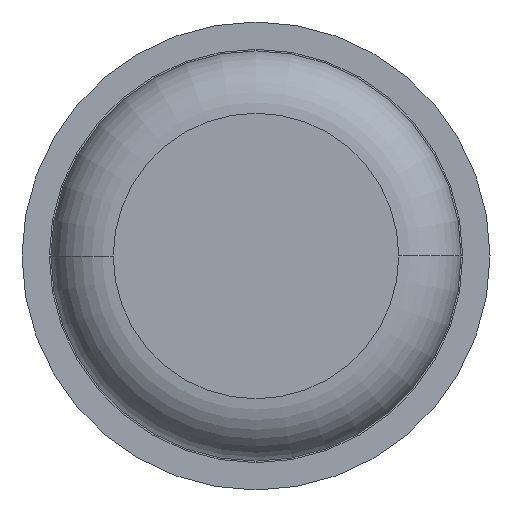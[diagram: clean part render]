
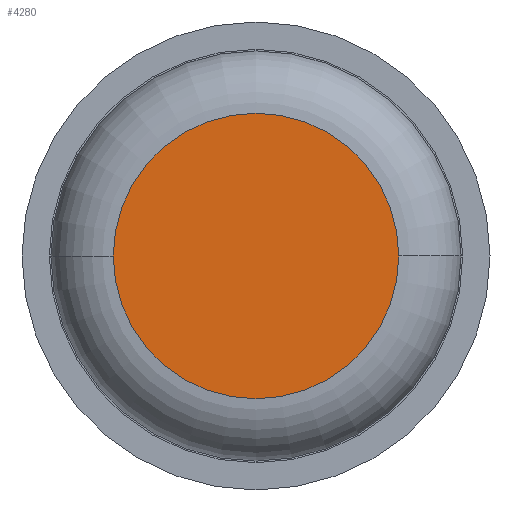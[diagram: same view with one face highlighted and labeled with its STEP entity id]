
A CAD part, front view. The second image highlights one B-rep face of the part: STEP entity #4280.
In plain terms, the highlighted planar face has unit normal (0, -1, 0).
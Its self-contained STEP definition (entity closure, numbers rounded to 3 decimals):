
#52 = FACE_OUTER_BOUND ( 'NONE', #396, .T. ) ;
#79 = DIRECTION ( 'NONE',  ( 0., -1., 0. ) ) ;
#369 = EDGE_CURVE ( 'Defeature ausgef�hrt1_6+Defeature ausgef�hrt1_7+Defeature ausgef�hrt1_7+Defeature ausgef�hrt1_7', #2959, #4012, #2454, .T. ) ;
#396 = EDGE_LOOP ( 'NONE', ( #1895, #1267 ) ) ;
#564 = CARTESIAN_POINT ( 'NONE',  ( 0., 0., 0. ) ) ;
#721 = DIRECTION ( 'NONE',  ( -1., 0., 0. ) ) ;
#861 = AXIS2_PLACEMENT_3D ( 'NONE', #4492, #2434, #721 ) ;
#1136 = DIRECTION ( 'NONE',  ( -1., 0., 0. ) ) ;
#1227 = AXIS2_PLACEMENT_3D ( 'NONE', #3253, #79, #1136 ) ;
#1267 = ORIENTED_EDGE ( 'NONE', *, *, #369, .T. ) ;
#1418 = PLANE ( 'NONE',  #861 ) ;
#1515 = CARTESIAN_POINT ( 'NONE',  ( 0.915, 0., 0. ) ) ;
#1608 = DIRECTION ( 'NONE',  ( 0., -1., 0. ) ) ;
#1795 = CIRCLE ( 'NONE', #3055, 0.915 ) ;
#1895 = ORIENTED_EDGE ( 'NONE', *, *, #2210, .T. ) ;
#1957 = DIRECTION ( 'NONE',  ( -1., 0., 0. ) ) ;
#2210 = EDGE_CURVE ( 'Defeature ausgef�hrt1_6+Defeature ausgef�hrt1_7+Defeature ausgef�hrt1_7+Defeature ausgef�hrt1_7', #4012, #2959, #1795, .T. ) ;
#2434 = DIRECTION ( 'NONE',  ( 0., 1., 0. ) ) ;
#2454 = CIRCLE ( 'NONE', #1227, 0.915 ) ;
#2959 = VERTEX_POINT ( 'NONE', #1515 ) ;
#3055 = AXIS2_PLACEMENT_3D ( 'NONE', #564, #1608, #1957 ) ;
#3253 = CARTESIAN_POINT ( 'NONE',  ( 0., 0., 0. ) ) ;
#3769 = CARTESIAN_POINT ( 'NONE',  ( -0.915, 0., 0. ) ) ;
#4012 = VERTEX_POINT ( 'NONE', #3769 ) ;
#4280 = ADVANCED_FACE ( 'Defeature ausgef�hrt1_6', ( #52 ), #1418, .F. ) ;
#4492 = CARTESIAN_POINT ( 'NONE',  ( 0., 0., 0. ) ) ;
